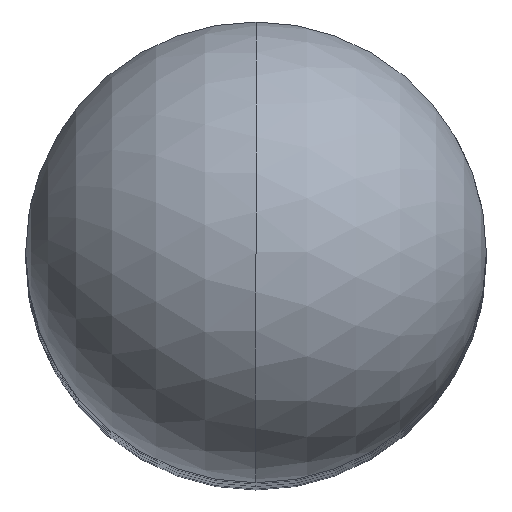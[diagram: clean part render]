
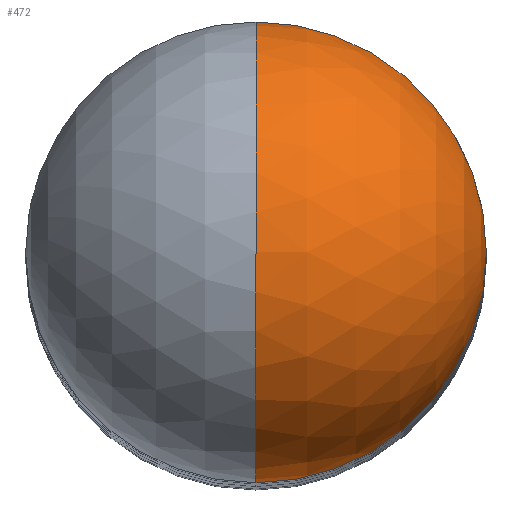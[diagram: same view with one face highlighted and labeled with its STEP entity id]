
A CAD part, top view. The second image highlights one B-rep face of the part: STEP entity #472.
In plain terms, the highlighted spherical face has radius 3.175 mm.
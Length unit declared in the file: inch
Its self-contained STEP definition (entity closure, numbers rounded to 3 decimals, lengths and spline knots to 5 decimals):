
#7 = AXIS2_PLACEMENT_3D ( 'NONE', #644, #702, #696 ) ;
#22 = CIRCLE ( 'NONE', #584, 0.125 ) ;
#33 = AXIS2_PLACEMENT_3D ( 'NONE', #62, #442, #691 ) ;
#62 = CARTESIAN_POINT ( 'NONE',  ( 0., 0., -0.125 ) ) ;
#68 = CARTESIAN_POINT ( 'NONE',  ( 0., -0.125, -0.125 ) ) ;
#73 = CARTESIAN_POINT ( 'NONE',  ( 0., 0., -0.125 ) ) ;
#97 = EDGE_LOOP ( 'NONE', ( #98, #398, #250, #226 ) ) ;
#98 = ORIENTED_EDGE ( 'NONE', *, *, #677, .F. ) ;
#122 = CARTESIAN_POINT ( 'NONE',  ( 0., 0., -0.125 ) ) ;
#180 = VERTEX_POINT ( 'NONE', #617 ) ;
#182 = DIRECTION ( 'NONE',  ( 1., 0., 0. ) ) ;
#189 = EDGE_CURVE ( 'NONE', #600, #615, #416, .T. ) ;
#226 = ORIENTED_EDGE ( 'NONE', *, *, #510, .T. ) ;
#239 = EDGE_CURVE ( 'NONE', #180, #600, #430, .T. ) ;
#250 = ORIENTED_EDGE ( 'NONE', *, *, #189, .T. ) ;
#253 = DIRECTION ( 'NONE',  ( -1., 0., 0. ) ) ;
#370 = DIRECTION ( 'NONE',  ( 0., 0., 1. ) ) ;
#398 = ORIENTED_EDGE ( 'NONE', *, *, #239, .T. ) ;
#416 = CIRCLE ( 'NONE', #33, 0.125 ) ;
#422 = VERTEX_POINT ( 'NONE', #634 ) ;
#430 = CIRCLE ( 'NONE', #7, 0.125 ) ;
#442 = DIRECTION ( 'NONE',  ( 0., 0., 1. ) ) ;
#443 = CARTESIAN_POINT ( 'NONE',  ( 0.125, 0., -0.125 ) ) ;
#472 = ADVANCED_FACE ( 'NONE', ( #737 ), #816, .T. ) ;
#491 = DIRECTION ( 'NONE',  ( 0., -1., 0. ) ) ;
#496 = DIRECTION ( 'NONE',  ( 0., 1., 0. ) ) ;
#510 = EDGE_CURVE ( 'NONE', #615, #422, #22, .T. ) ;
#536 = AXIS2_PLACEMENT_3D ( 'NONE', #73, #253, #491 ) ;
#584 = AXIS2_PLACEMENT_3D ( 'NONE', #686, #370, #182 ) ;
#600 = VERTEX_POINT ( 'NONE', #68 ) ;
#615 = VERTEX_POINT ( 'NONE', #443 ) ;
#617 = CARTESIAN_POINT ( 'NONE',  ( 0., 0., 0. ) ) ;
#634 = CARTESIAN_POINT ( 'NONE',  ( 0., 0.125, -0.125 ) ) ;
#644 = CARTESIAN_POINT ( 'NONE',  ( 0., 0., -0.125 ) ) ;
#650 = CIRCLE ( 'NONE', #536, 0.125 ) ;
#677 = EDGE_CURVE ( 'NONE', #180, #422, #650, .T. ) ;
#686 = CARTESIAN_POINT ( 'NONE',  ( 0., 0., -0.125 ) ) ;
#691 = DIRECTION ( 'NONE',  ( 1., 0., 0. ) ) ;
#696 = DIRECTION ( 'NONE',  ( 0., 1., 0. ) ) ;
#702 = DIRECTION ( 'NONE',  ( 1., 0., 0. ) ) ;
#737 = FACE_OUTER_BOUND ( 'NONE', #97, .T. ) ;
#752 = DIRECTION ( 'NONE',  ( 1., 0., 0. ) ) ;
#813 = AXIS2_PLACEMENT_3D ( 'NONE', #122, #752, #496 ) ;
#816 = SPHERICAL_SURFACE ( 'NONE', #813, 0.125 ) ;
